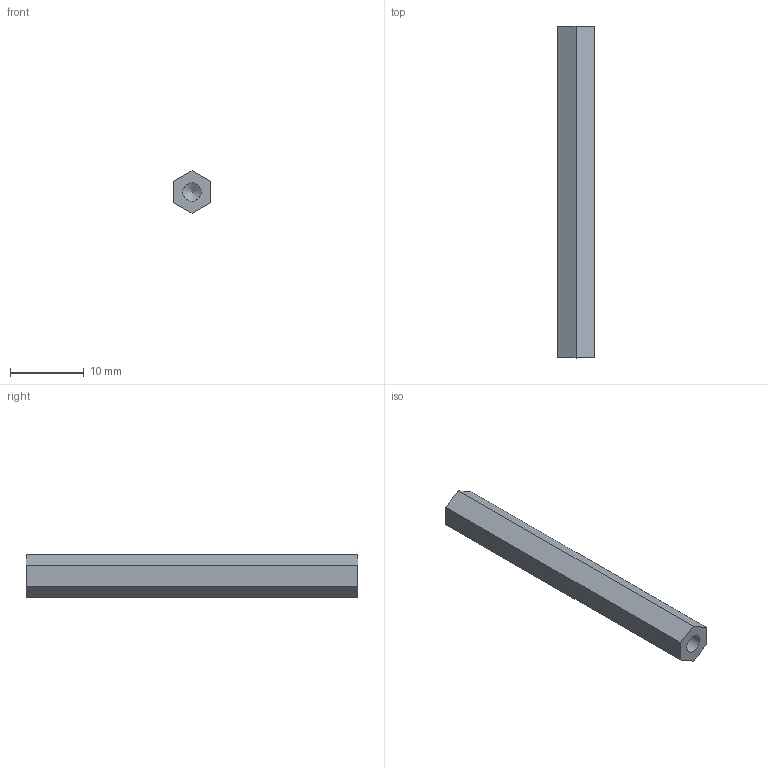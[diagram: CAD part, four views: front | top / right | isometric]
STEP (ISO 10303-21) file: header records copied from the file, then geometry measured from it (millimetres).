
FILE_DESCRIPTION(/* description */ ('STEP AP242','CAx-IF Rec.Pracs.---Representation and Presentation of Product Manufacturing Information (PMI)---4.0---2014-10-13','CAx-IF Rec.Pracs.---3D Tessellated Geometry---0.4---2014-09-14','2;1'),/* implementation_level */ '2;1');
FILE_NAME(/* name */ '67a45934995f265e0c4f2683',/* time_stamp */ '2025-02-06T06:39:49Z',/* author */ (''),/* organization */ (''),/* preprocessor_version */ 'ST-DEVELOPER v20',/* originating_system */ 'ONSHAPE BY PTC INC, 1.193',/* authorisation */ ' ');
FILE_SCHEMA (('AP242_MANAGED_MODEL_BASED_3D_ENGINEERING_MIM_LF { 1 0 10303 442 1 1 4 }'));
Length unit declared in the file: metre
Products named in the file (1): SUPPORT_HEX_M3_0XL45_FF
Bounding box: 5 x 45 x 5.77 mm (x, y, z)
Volume: 873.6 mm3; surface area: 981.4 mm2
Topology: 1 solids, 1 shells, 12 faces, 31 edges, 21 vertices
Faces by surface type: plane 8, cylinder 2, cone 2
Full cylindrical faces by diameter (mm): 2.5 x2
Entity records: 332 total; most frequent: CARTESIAN_POINT 53, DIRECTION 52, ORIENTED_EDGE 44, EDGE_CURVE 22, VERTEX_POINT 18, LINE 18, VECTOR 18, FACE_BOUND 18
